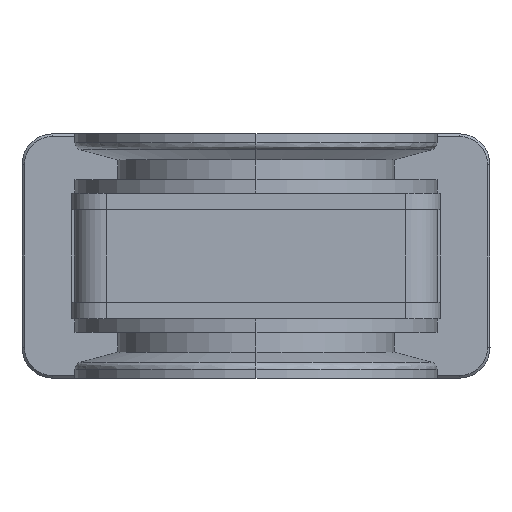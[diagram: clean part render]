
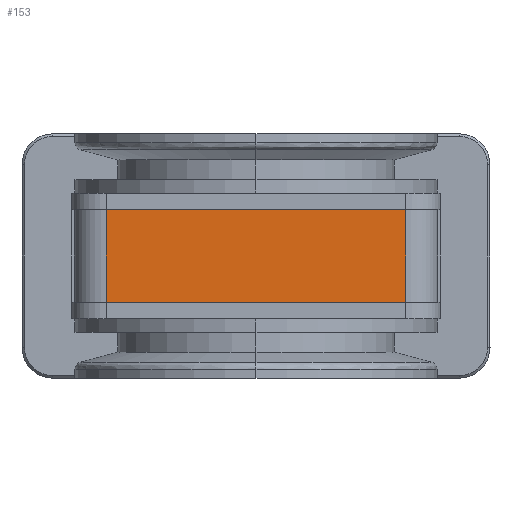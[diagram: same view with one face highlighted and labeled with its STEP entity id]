
A CAD part, front view. The second image highlights one B-rep face of the part: STEP entity #153.
In plain terms, the highlighted planar face has unit normal (0, -1, 0).
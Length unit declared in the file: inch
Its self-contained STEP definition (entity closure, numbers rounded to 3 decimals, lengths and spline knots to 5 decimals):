
#153 = ADVANCED_FACE ( 'NONE', ( #2669 ), #4506, .F. ) ;
#700 = ORIENTED_EDGE ( 'NONE', *, *, #4304, .F. ) ;
#1391 = DIRECTION ( 'NONE',  ( -1., 0., 0. ) ) ;
#1509 = EDGE_CURVE ( 'NONE', #7384, #3234, #7733, .T. ) ;
#1592 = VERTEX_POINT ( 'NONE', #5986 ) ;
#1643 = AXIS2_PLACEMENT_3D ( 'NONE', #3878, #7050, #3340 ) ;
#1836 = EDGE_CURVE ( 'NONE', #8212, #1592, #7267, .T. ) ;
#2047 = ORIENTED_EDGE ( 'NONE', *, *, #1836, .F. ) ;
#2303 = CARTESIAN_POINT ( 'NONE',  ( 1.2185, -1.482, 0.3775 ) ) ;
#2615 = VECTOR ( 'NONE', #1391, 39.37008 ) ;
#2669 = FACE_OUTER_BOUND ( 'NONE', #7078, .T. ) ;
#2791 = EDGE_CURVE ( 'NONE', #3234, #8212, #5495, .T. ) ;
#3234 = VERTEX_POINT ( 'NONE', #3751 ) ;
#3340 = DIRECTION ( 'NONE',  ( 0., 0., 1. ) ) ;
#3399 = VECTOR ( 'NONE', #4675, 39.37008 ) ;
#3407 = ORIENTED_EDGE ( 'NONE', *, *, #2791, .F. ) ;
#3424 = VECTOR ( 'NONE', #3520, 39.37008 ) ;
#3520 = DIRECTION ( 'NONE',  ( 1., 0., 0. ) ) ;
#3751 = CARTESIAN_POINT ( 'NONE',  ( -1.2185, -1.482, 0.3775 ) ) ;
#3878 = CARTESIAN_POINT ( 'NONE',  ( 1.2185, -1.482, -0.3775 ) ) ;
#3944 = CARTESIAN_POINT ( 'NONE',  ( -1.2185, -1.482, -0.3775 ) ) ;
#4139 = ORIENTED_EDGE ( 'NONE', *, *, #1509, .F. ) ;
#4304 = EDGE_CURVE ( 'NONE', #1592, #7384, #7102, .T. ) ;
#4343 = CARTESIAN_POINT ( 'NONE',  ( 1.2185, -1.482, 0.3775 ) ) ;
#4506 = PLANE ( 'NONE',  #1643 ) ;
#4675 = DIRECTION ( 'NONE',  ( 0., 0., -1. ) ) ;
#5495 = LINE ( 'NONE', #2303, #3424 ) ;
#5787 = VECTOR ( 'NONE', #6490, 39.37008 ) ;
#5924 = CARTESIAN_POINT ( 'NONE',  ( 1.2185, -1.482, -0.3775 ) ) ;
#5986 = CARTESIAN_POINT ( 'NONE',  ( 1.2185, -1.482, -0.3775 ) ) ;
#6490 = DIRECTION ( 'NONE',  ( 0., 0., 1. ) ) ;
#6844 = CARTESIAN_POINT ( 'NONE',  ( -1.2185, -1.482, -0.3775 ) ) ;
#7050 = DIRECTION ( 'NONE',  ( 0., 1., 0. ) ) ;
#7078 = EDGE_LOOP ( 'NONE', ( #3407, #4139, #700, #2047 ) ) ;
#7102 = LINE ( 'NONE', #8268, #2615 ) ;
#7267 = LINE ( 'NONE', #5924, #3399 ) ;
#7384 = VERTEX_POINT ( 'NONE', #6844 ) ;
#7733 = LINE ( 'NONE', #3944, #5787 ) ;
#8212 = VERTEX_POINT ( 'NONE', #4343 ) ;
#8268 = CARTESIAN_POINT ( 'NONE',  ( 0., -1.482, -0.3775 ) ) ;
